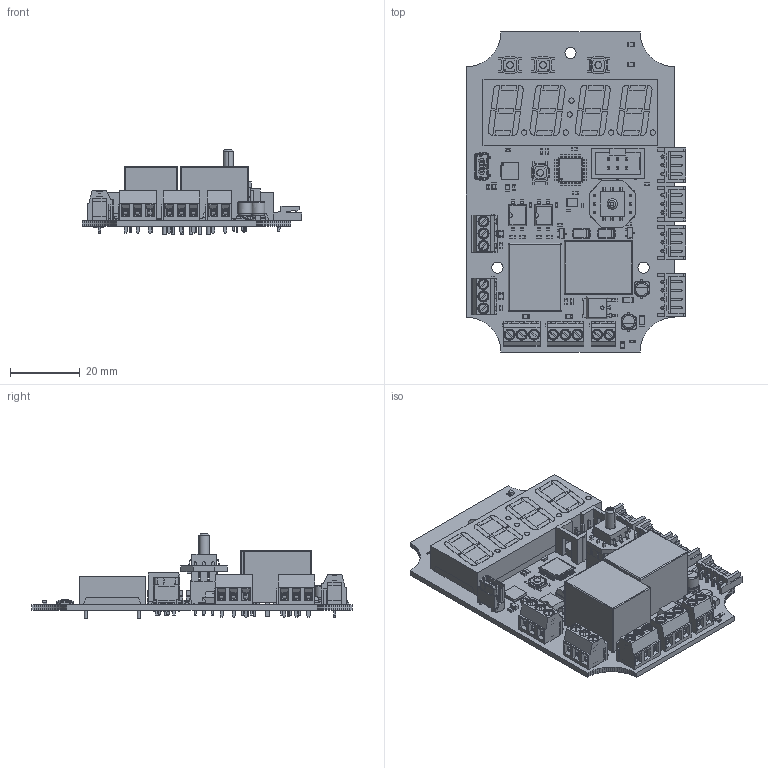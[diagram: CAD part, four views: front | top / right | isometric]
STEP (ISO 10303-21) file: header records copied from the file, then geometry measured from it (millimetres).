
FILE_DESCRIPTION(('KiCad electronic assembly'),'2;1');
FILE_NAME('fastLOGIC.step','2023-12-06T14:24:39',('Pcbnew'),('Kicad'), 'Open CASCADE STEP processor 7.6','KiCad to STEP converter','Unknown' );
FILE_SCHEMA(('AUTOMOTIVE_DESIGN { 1 0 10303 214 1 1 1 1 }'));
Length unit declared in the file: millimetre
Products named in the file (54): fastLOGIC 1; R_0603_1608Metric; SOLID; TS-1187A; COMPOUND; LED_0805_2012Metric; DIP-4_W7.62mm_SMDSocket; PCB Terminal Block 3 DEG381-3.5; C_1206_3216Metric; SOT-23; JST_EH_S3B-EH_1x03_P2.50mm_Horizontal; C_0603_1608Metric; C_0402_1005Metric; PinSocket_1x03_P2.54mm_Vertical; Crystal_SMD_3225-4Pin_3.2x2.5mm; PCB Terminal Block 2 DEG381-3.5; Relay_SPDT_SANYOU_SRD_Series_Form_C; QFN-28-1EP_5x5mm_P0.5mm_EP3.35x3.35mm; XGZP6847A; IDC-Header_2x03_P2.54mm_Vertical; C_0805_2012Metric; JST_EH_S4B-EH_1x04_P2.50mm_Horizontal; CP_Elec_4x5.4; TO-252-2; SOIC20 wide; CA56-12SRWA; D_SMA; TQFP-32_7x7mm_P0.8mm; mini-usb_vertical; PCB
Assembly tree (107 placements, depth 3):
  fastLOGIC 1
    R_0603_1608Metric  x25
      SOLID
    TS-1187A  x4
      COMPOUND
    LED_0805_2012Metric  x7
      SOLID
    DIP-4_W7.62mm_SMDSocket  x2
      SOLID
    PCB Terminal Block 3 DEG381-3.5  x4
      COMPOUND
    C_1206_3216Metric  x3
      SOLID
    SOT-23  x2
      SOLID
    JST_EH_S3B-EH_1x03_P2.50mm_Horizontal  x3
      SOLID
    C_0603_1608Metric  x7
      SOLID
    C_0402_1005Metric  x2
      SOLID
    PinSocket_1x03_P2.54mm_Vertical  x2
      SOLID
    Crystal_SMD_3225-4Pin_3.2x2.5mm
      SOLID
    PCB Terminal Block 2 DEG381-3.5
      COMPOUND
    Relay_SPDT_SANYOU_SRD_Series_Form_C  x2
      SOLID
    QFN-28-1EP_5x5mm_P0.5mm_EP3.35x3.35mm
      SOLID
    XGZP6847A
      SOLID
    IDC-Header_2x03_P2.54mm_Vertical
      SOLID
    C_0805_2012Metric  x2
      SOLID
    JST_EH_S4B-EH_1x04_P2.50mm_Horizontal
      SOLID
    CP_Elec_4x5.4  x2
      SOLID
    TO-252-2
      COMPOUND
    SOIC20 wide
      COMPOUND
    CA56-12SRWA
      SOLID
    D_SMA  x2
      SOLID
    TQFP-32_7x7mm_P0.8mm
      SOLID
    mini-usb_vertical
      COMPOUND
    PCB
Bounding box: 63.17 x 92 x 24.45 mm (x, y, z)
Volume: 29941.1 mm3; surface area: 31518.5 mm2
Topology: 183 solids, 183 shells, 8017 faces, 20519 edges, 13067 vertices
Faces by surface type: plane 5635, cylinder 1225, bspline 1051, revolution 44, cone 42, torus 12, sphere 8
Full cylindrical faces by diameter (mm): 0.5 x2, 0.7 x5, 0.95 x13, 1 x47, 1.25 x14, 1.3 x20, 1.5 x6, 1.6 x14, 2 x22, 2.95 x14, 3.2 x17, 4 x4
Entity records: 346578 total; most frequent: CARTESIAN_POINT 107125, DIRECTION 37251, LINE 26518, VECTOR 26518, ORIENTED_EDGE 23314, PCURVE 23314, DEFINITIONAL_REPRESENTATION 23314, EDGE_CURVE 11657
